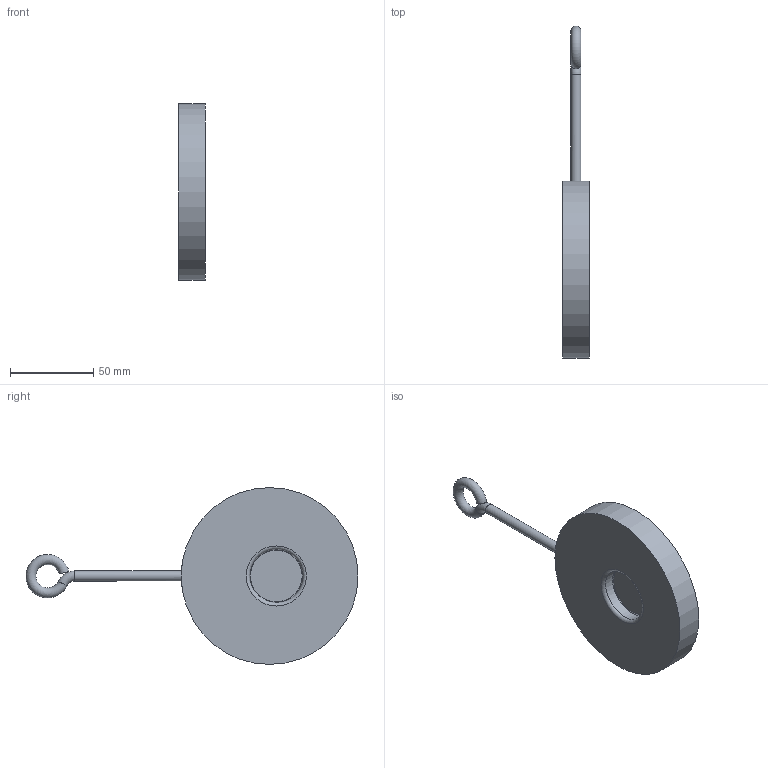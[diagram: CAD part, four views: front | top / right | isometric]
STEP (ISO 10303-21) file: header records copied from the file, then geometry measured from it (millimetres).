
FILE_DESCRIPTION(/* description */ ('STEP AP203'),/* implementation_level */ '2;1');
FILE_NAME(/* name */ 'socla_635e_149G3551',/* time_stamp */ '2023-04-04T09:39:32+02:00',/* author */ ('License CC BY-ND 4.0'),/* organization */ ('CADENAS'),/* preprocessor_version */ 'ST-DEVELOPER v19.3',/* originating_system */ 'PARTsolutions',/* authorisation */ ' ');
FILE_SCHEMA (('CONFIG_CONTROL_DESIGN'));
Length unit declared in the file: millimetre
Products named in the file (1): socla_635e_149G3551
Bounding box: 16.01 x 199.02 x 106 mm (x, y, z)
Volume: 125710 mm3; surface area: 28394.4 mm2
Topology: 1 solids, 1 shells, 48 faces, 122 edges, 80 vertices
Faces by surface type: plane 34, cylinder 8, torus 5, cone 1
Full cylindrical faces by diameter (mm): 6 x1, 32 x1, 50 x1, 106 x1
Entity records: 1755 total; most frequent: CARTESIAN_POINT 264, DIRECTION 228, ORIENTED_EDGE 222, EDGE_CURVE 111, LINE 82, VECTOR 82, VERTEX_POINT 78, AXIS2_PLACEMENT_3D 73
